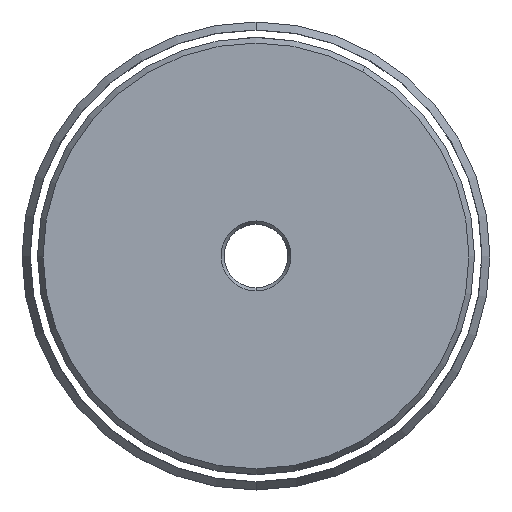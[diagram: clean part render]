
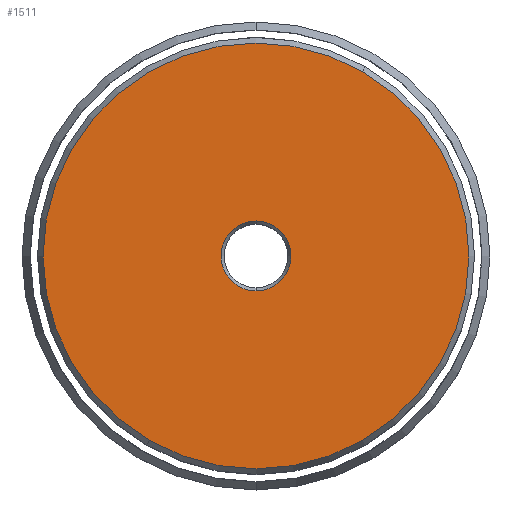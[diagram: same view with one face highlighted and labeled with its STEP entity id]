
A CAD part, top view. The second image highlights one B-rep face of the part: STEP entity #1511.
In plain terms, the highlighted planar face has unit normal (0, 0, 1).
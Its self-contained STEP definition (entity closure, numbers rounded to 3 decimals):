
#190=CARTESIAN_POINT('',(0.,0.,18.5));
#191=DIRECTION('',(0.,0.,1.));
#192=DIRECTION('',(0.,1.,0.));
#193=AXIS2_PLACEMENT_3D('',#190,#191,#192);
#198=CARTESIAN_POINT('',(0.,0.,18.5));
#199=DIRECTION('',(0.,0.,1.));
#200=DIRECTION('',(0.,-1.,0.));
#201=AXIS2_PLACEMENT_3D('',#198,#199,#200);
#220=CARTESIAN_POINT('',(0.,0.,18.5));
#221=DIRECTION('',(0.,0.,-1.));
#222=DIRECTION('',(0.5,0.866,0.));
#223=AXIS2_PLACEMENT_3D('',#220,#221,#222);
#228=CARTESIAN_POINT('',(0.,0.,18.5));
#229=DIRECTION('',(0.,0.,1.));
#230=DIRECTION('',(0.5,0.866,0.));
#231=AXIS2_PLACEMENT_3D('',#228,#229,#230);
#1183=CARTESIAN_POINT('',(10.015,17.347,18.5));
#1185=VERTEX_POINT('',#1183);
#1187=CARTESIAN_POINT('',(-10.015,-17.347,18.5));
#1189=VERTEX_POINT('',#1187);
#1267=CARTESIAN_POINT('',(0.,3.289,18.5));
#1268=VERTEX_POINT('',#1267);
#1271=CARTESIAN_POINT('',(0.,-3.289,18.5));
#1272=VERTEX_POINT('',#1271);
#1496=CARTESIAN_POINT('',(0.,0.,18.5));
#1497=DIRECTION('',(0.,0.,1.));
#1498=DIRECTION('',(-0.5,-0.866,0.));
#1499=AXIS2_PLACEMENT_3D('',#1496,#1497,#1498);
#1500=PLANE('',#1499);
#1502=ORIENTED_EDGE('',*,*,#1501,.T.);
#1504=ORIENTED_EDGE('',*,*,#1503,.F.);
#1505=EDGE_LOOP('',(#1502,#1504));
#1506=FACE_OUTER_BOUND('',#1505,.F.);
#1507=ORIENTED_EDGE('',*,*,#1491,.T.);
#1508=ORIENTED_EDGE('',*,*,#1475,.T.);
#1509=EDGE_LOOP('',(#1507,#1508));
#1510=FACE_BOUND('',#1509,.F.);
#194=CIRCLE('',#193,3.289);
#202=CIRCLE('',#201,3.289);
#224=CIRCLE('',#223,20.03);
#232=CIRCLE('',#231,20.03);
#1475=EDGE_CURVE('',#1272,#1268,#202,.T.);
#1491=EDGE_CURVE('',#1268,#1272,#194,.T.);
#1501=EDGE_CURVE('',#1185,#1189,#224,.T.);
#1503=EDGE_CURVE('',#1185,#1189,#232,.T.);
#1511=ADVANCED_FACE('',(#1506,#1510),#1500,.T.);
